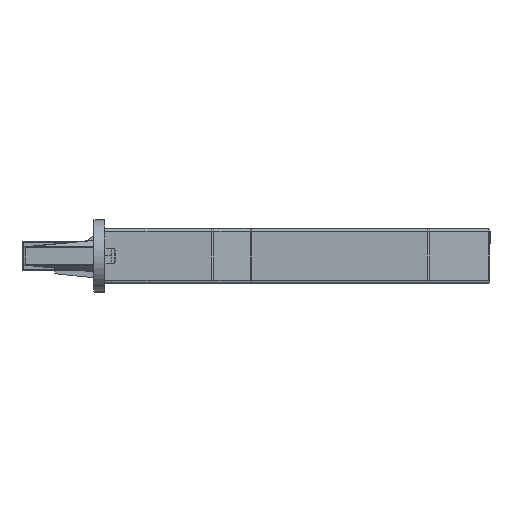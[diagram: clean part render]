
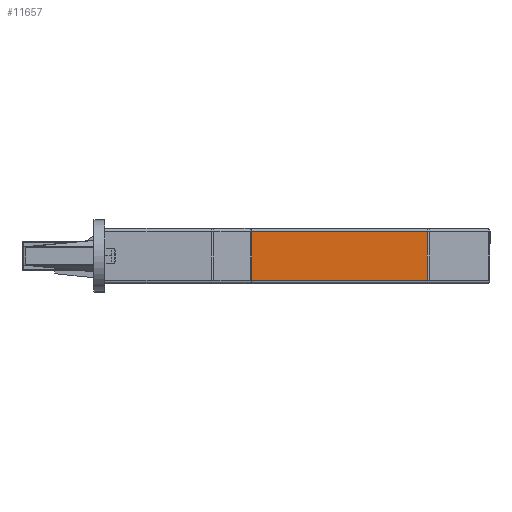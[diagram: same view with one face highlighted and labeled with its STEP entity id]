
A CAD part, front view. The second image highlights one B-rep face of the part: STEP entity #11657.
In plain terms, the highlighted face is planar.
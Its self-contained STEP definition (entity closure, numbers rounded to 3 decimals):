
#133 = PLANE ( 'NONE',  #16315 ) ;
#236 = DIRECTION ( 'NONE',  ( 0., -1., 0. ) ) ;
#961 = VERTEX_POINT ( 'NONE', #15943 ) ;
#1858 = CARTESIAN_POINT ( 'NONE',  ( 14., 145.3, -1.75 ) ) ;
#1923 = DIRECTION ( 'NONE',  ( 0., 0., 1. ) ) ;
#2357 = ORIENTED_EDGE ( 'NONE', *, *, #10350, .T. ) ;
#2360 = CARTESIAN_POINT ( 'NONE',  ( 44.75, 145.3, 6. ) ) ;
#2362 = VECTOR ( 'NONE', #13240, 1000. ) ;
#2571 = EDGE_CURVE ( 'NONE', #4472, #961, #17048, .T. ) ;
#2840 = CIRCLE ( 'NONE', #18221, 1.75 ) ;
#2915 = CARTESIAN_POINT ( 'NONE',  ( 14., 145.3, -0.75 ) ) ;
#3600 = DIRECTION ( 'NONE',  ( 0., 0., -1. ) ) ;
#4062 = FACE_OUTER_BOUND ( 'NONE', #17187, .T. ) ;
#4122 = CARTESIAN_POINT ( 'NONE',  ( 14., 145.3, 12.75 ) ) ;
#4376 = ORIENTED_EDGE ( 'NONE', *, *, #2571, .T. ) ;
#4472 = VERTEX_POINT ( 'NONE', #18782 ) ;
#4631 = VERTEX_POINT ( 'NONE', #4122 ) ;
#5290 = DIRECTION ( 'NONE',  ( 0., 1., 0. ) ) ;
#5997 = CARTESIAN_POINT ( 'NONE',  ( 14., 145.3, -0.75 ) ) ;
#6013 = ORIENTED_EDGE ( 'NONE', *, *, #16493, .T. ) ;
#6895 = ORIENTED_EDGE ( 'NONE', *, *, #10636, .T. ) ;
#7168 = ORIENTED_EDGE ( 'NONE', *, *, #14083, .T. ) ;
#9549 = DIRECTION ( 'NONE',  ( 0., -1., 0. ) ) ;
#10350 = EDGE_CURVE ( 'NONE', #15590, #13555, #21300, .T. ) ;
#10636 = EDGE_CURVE ( 'NONE', #19427, #4631, #13759, .T. ) ;
#11090 = EDGE_CURVE ( 'NONE', #4631, #4472, #12157, .T. ) ;
#11657 = ADVANCED_FACE ( 'NONE', ( #15821, #4062 ), #133, .T. ) ;
#12157 = LINE ( 'NONE', #15298, #12409 ) ;
#12409 = VECTOR ( 'NONE', #20437, 1000. ) ;
#13240 = DIRECTION ( 'NONE',  ( 0., 0., 1. ) ) ;
#13389 = EDGE_LOOP ( 'NONE', ( #6013, #2357 ) ) ;
#13555 = VERTEX_POINT ( 'NONE', #20915 ) ;
#13759 = LINE ( 'NONE', #1858, #2362 ) ;
#13806 = CARTESIAN_POINT ( 'NONE',  ( 14., 145.3, -1.75 ) ) ;
#13914 = DIRECTION ( 'NONE',  ( 0., 0., -1. ) ) ;
#14083 = EDGE_CURVE ( 'NONE', #961, #19427, #14286, .T. ) ;
#14286 = LINE ( 'NONE', #5997, #19240 ) ;
#15298 = CARTESIAN_POINT ( 'NONE',  ( 14., 145.3, 12.75 ) ) ;
#15590 = VERTEX_POINT ( 'NONE', #19078 ) ;
#15821 = FACE_BOUND ( 'NONE', #13389, .T. ) ;
#15943 = CARTESIAN_POINT ( 'NONE',  ( 103.586, 145.3, -0.75 ) ) ;
#16209 = VECTOR ( 'NONE', #3600, 1000. ) ;
#16315 = AXIS2_PLACEMENT_3D ( 'NONE', #13806, #5290, #1923 ) ;
#16368 = DIRECTION ( 'NONE',  ( 0., 0., -1. ) ) ;
#16493 = EDGE_CURVE ( 'NONE', #13555, #15590, #2840, .T. ) ;
#17048 = LINE ( 'NONE', #17156, #16209 ) ;
#17156 = CARTESIAN_POINT ( 'NONE',  ( 103.586, 145.3, -1.75 ) ) ;
#17187 = EDGE_LOOP ( 'NONE', ( #6895, #18350, #4376, #7168 ) ) ;
#17743 = AXIS2_PLACEMENT_3D ( 'NONE', #19164, #236, #13914 ) ;
#18221 = AXIS2_PLACEMENT_3D ( 'NONE', #2360, #9549, #16368 ) ;
#18350 = ORIENTED_EDGE ( 'NONE', *, *, #11090, .T. ) ;
#18782 = CARTESIAN_POINT ( 'NONE',  ( 103.586, 145.3, 12.75 ) ) ;
#19078 = CARTESIAN_POINT ( 'NONE',  ( 44.75, 145.3, 7.75 ) ) ;
#19164 = CARTESIAN_POINT ( 'NONE',  ( 44.75, 145.3, 6. ) ) ;
#19240 = VECTOR ( 'NONE', #21110, 1000. ) ;
#19427 = VERTEX_POINT ( 'NONE', #2915 ) ;
#20437 = DIRECTION ( 'NONE',  ( 1., 0., 0. ) ) ;
#20915 = CARTESIAN_POINT ( 'NONE',  ( 44.75, 145.3, 4.25 ) ) ;
#21110 = DIRECTION ( 'NONE',  ( -1., 0., 0. ) ) ;
#21300 = CIRCLE ( 'NONE', #17743, 1.75 ) ;
